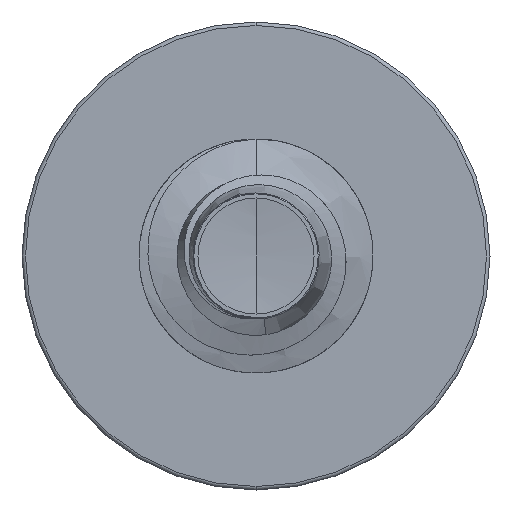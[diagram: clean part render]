
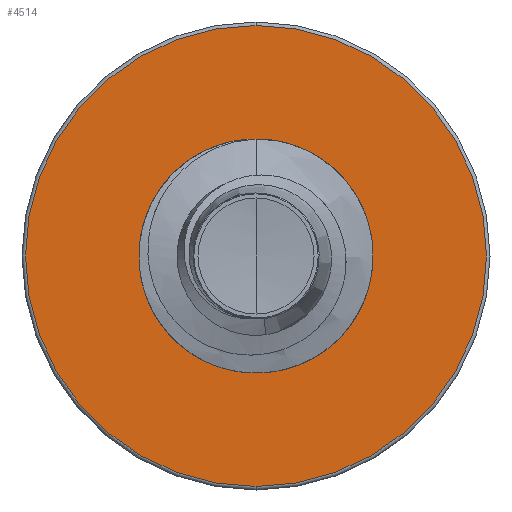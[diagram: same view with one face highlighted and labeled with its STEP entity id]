
A CAD part, front view. The second image highlights one B-rep face of the part: STEP entity #4514.
In plain terms, the highlighted planar face has unit normal (0, -1, 0).
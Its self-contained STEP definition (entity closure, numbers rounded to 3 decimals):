
#293 = CARTESIAN_POINT ( 'NONE',  ( 0., 17.5, 2.415 ) ) ;
#1817 = CARTESIAN_POINT ( 'NONE',  ( 0., 17.5, -2.415 ) ) ;
#2909 = EDGE_CURVE ( 'NONE', #6777, #15505, #6759, .T. ) ;
#3863 = EDGE_CURVE ( 'NONE', #9806, #14237, #19872, .T. ) ;
#4514 = ADVANCED_FACE ( 'NONE', ( #12318, #7714 ), #7489, .F. ) ;
#6702 = AXIS2_PLACEMENT_3D ( 'NONE', #10118, #19205, #11745 ) ;
#6729 = CARTESIAN_POINT ( 'NONE',  ( 0., 17.5, 4.925 ) ) ;
#6759 = CIRCLE ( 'NONE', #14257, 2.415 ) ;
#6777 = VERTEX_POINT ( 'NONE', #293 ) ;
#6810 = ORIENTED_EDGE ( 'NONE', *, *, #15481, .F. ) ;
#7285 = DIRECTION ( 'NONE',  ( 0., 0., 1. ) ) ;
#7311 = DIRECTION ( 'NONE',  ( 0., 1., 0. ) ) ;
#7348 = CARTESIAN_POINT ( 'NONE',  ( 0., 17.5, -2.415 ) ) ;
#7489 = PLANE ( 'NONE',  #10390 ) ;
#7714 = FACE_BOUND ( 'NONE', #19376, .T. ) ;
#7792 = DIRECTION ( 'NONE',  ( 0., 1., 0. ) ) ;
#9806 = VERTEX_POINT ( 'NONE', #14960 ) ;
#9892 = DIRECTION ( 'NONE',  ( 0., 0., 1. ) ) ;
#9925 = DIRECTION ( 'NONE',  ( 0., 1., 0. ) ) ;
#9930 = CARTESIAN_POINT ( 'NONE',  ( 0., 17.5, 0. ) ) ;
#10118 = CARTESIAN_POINT ( 'NONE',  ( 0., 17.5, 0. ) ) ;
#10390 = AXIS2_PLACEMENT_3D ( 'NONE', #7348, #7311, #7285 ) ;
#10938 = CIRCLE ( 'NONE', #19233, 2.415 ) ;
#11232 = CIRCLE ( 'NONE', #6702, 4.925 ) ;
#11745 = DIRECTION ( 'NONE',  ( 0., 0., 1. ) ) ;
#11887 = AXIS2_PLACEMENT_3D ( 'NONE', #9930, #9925, #9892 ) ;
#12318 = FACE_OUTER_BOUND ( 'NONE', #20014, .T. ) ;
#13498 = ORIENTED_EDGE ( 'NONE', *, *, #18488, .T. ) ;
#13661 = DIRECTION ( 'NONE',  ( 0., 0., 1. ) ) ;
#13672 = DIRECTION ( 'NONE',  ( 0., 1., 0. ) ) ;
#13678 = CARTESIAN_POINT ( 'NONE',  ( 0., 17.5, 0. ) ) ;
#14237 = VERTEX_POINT ( 'NONE', #6729 ) ;
#14257 = AXIS2_PLACEMENT_3D ( 'NONE', #13678, #13672, #13661 ) ;
#14603 = ORIENTED_EDGE ( 'NONE', *, *, #3863, .F. ) ;
#14960 = CARTESIAN_POINT ( 'NONE',  ( 0., 17.5, -4.925 ) ) ;
#15481 = EDGE_CURVE ( 'NONE', #14237, #9806, #11232, .T. ) ;
#15505 = VERTEX_POINT ( 'NONE', #1817 ) ;
#16674 = CARTESIAN_POINT ( 'NONE',  ( 0., 17.5, 0. ) ) ;
#17835 = DIRECTION ( 'NONE',  ( 0., 0., 1. ) ) ;
#18488 = EDGE_CURVE ( 'NONE', #15505, #6777, #10938, .T. ) ;
#19205 = DIRECTION ( 'NONE',  ( 0., 1., 0. ) ) ;
#19233 = AXIS2_PLACEMENT_3D ( 'NONE', #16674, #7792, #17835 ) ;
#19376 = EDGE_LOOP ( 'NONE', ( #19421, #13498 ) ) ;
#19421 = ORIENTED_EDGE ( 'NONE', *, *, #2909, .T. ) ;
#19872 = CIRCLE ( 'NONE', #11887, 4.925 ) ;
#20014 = EDGE_LOOP ( 'NONE', ( #6810, #14603 ) ) ;
